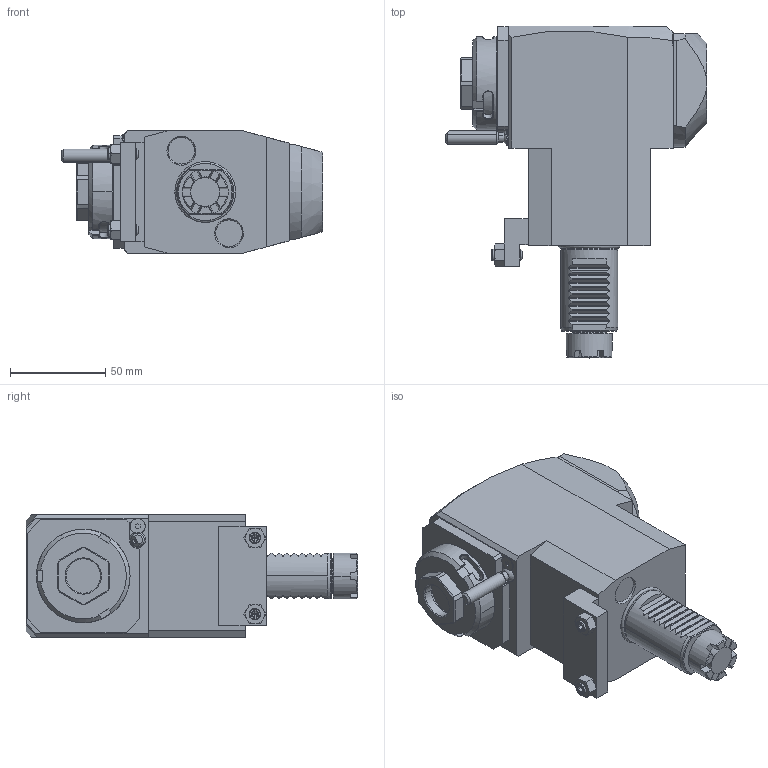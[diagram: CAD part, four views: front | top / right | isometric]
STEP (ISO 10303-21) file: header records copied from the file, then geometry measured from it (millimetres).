
FILE_DESCRIPTION((''),'2;1');
FILE_NAME('NGT1_30_245_25_1_3_85TD','2024-03-27T',('vali'),('NOVA GRUP'),'PRO/ENGINEER BY PARAMETRIC TECHNOLOGY CORPORATION, 2010280','PRO/ENGINEER BY PARAMETRIC TECHNOLOGY CORPORATION, 2010280','');
FILE_SCHEMA(('CONFIG_CONTROL_DESIGN'));
Length unit declared in the file: millimetre
Products named in the file (1): NGT1_30_245_25_1_3_85TD
Bounding box: 136.88 x 174 x 64 mm (x, y, z)
Volume: 680426.3 mm3; surface area: 59233.9 mm2
Topology: 1 solids, 1 shells, 425 faces, 1112 edges, 699 vertices
Faces by surface type: plane 237, cylinder 80, cone 80, bspline 18, torus 8, sphere 2
Entity records: 16268 total; most frequent: CARTESIAN_POINT 6417, ORIENTED_EDGE 2200, DIRECTION 1798, EDGE_CURVE 1100, VERTEX_POINT 699, AXIS2_PLACEMENT_3D 634, VECTOR 530, LINE 530
